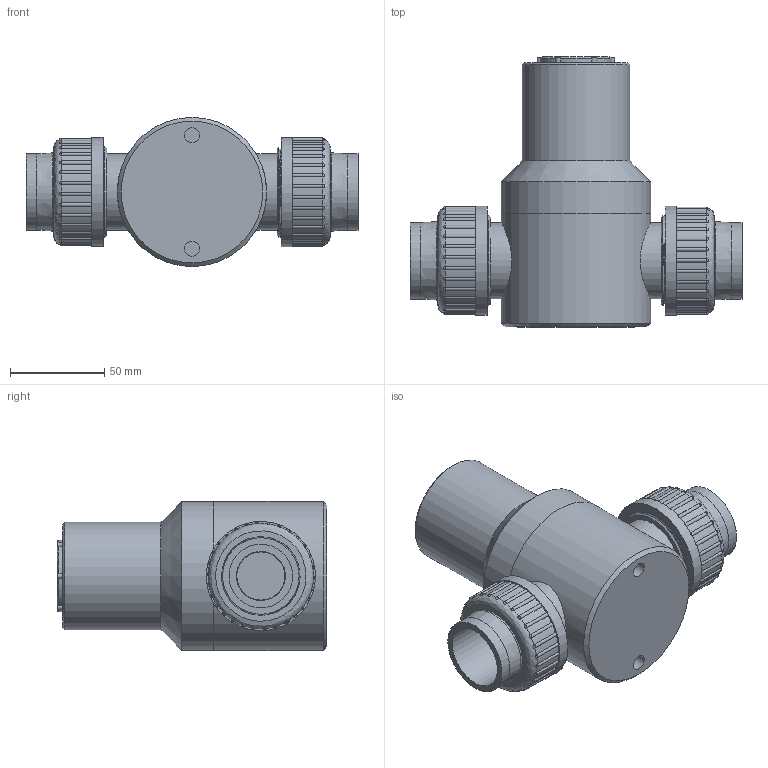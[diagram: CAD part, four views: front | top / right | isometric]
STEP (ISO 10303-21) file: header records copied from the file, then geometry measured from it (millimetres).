
FILE_DESCRIPTION (( 'STEP AP214' ), '1' );
FILE_NAME ('32-1102-7X.STEP', '2019-08-06T14:22:53', ( '' ), ( '' ), 'SwSTEP 2.0', 'SolidWorks 2019', '' );
FILE_SCHEMA (( 'AUTOMOTIVE_DESIGN' ));
Length unit declared in the file: millimetre
Products named in the file (16): 32mm union stub - ABS; PVC Bonnet all size; 729511108_01 - ABS; 32 + 40mm Dust Cap; 32-1102-7X; 729511108_03 - ABS; Body detail - ABS 32_32mm or 1; Body detail - ABS 32; PVC Bonnet all size_32mm PVC-304
Assembly tree (9 placements, depth 2):
  32mm union stub - ABS
  PVC Bonnet all size
  729511108_01 - ABS
  729511108_01 - ABS
  32 + 40mm Dust Cap
Bounding box: 175.76 x 142.9 x 79 mm (x, y, z)
Volume: 644500.7 mm3; surface area: 130417.2 mm2
Topology: 9 solids, 9 shells, 317 faces, 759 edges, 462 vertices
Faces by surface type: cylinder 169, bspline 74, plane 46, cone 16, torus 12
Full cylindrical faces by diameter (mm): 7.938 x2, 25.5 x2, 26 x2, 27.5 x1, 30.8 x2, 33.7 x2, 38.8 x2, 40.35 x4, 40.5 x2, 41.5 x2, 41.6 x2, 44.7 x4, 46.847 x2, 57 x1, 57.8 x2, 79 x2
Entity records: 9467 total; most frequent: CARTESIAN_POINT 5284, DIRECTION 820, ORIENTED_EDGE 742, EDGE_CURVE 371, AXIS2_PLACEMENT_3D 370, VERTEX_POINT 244, EDGE_LOOP 239, CIRCLE 210
